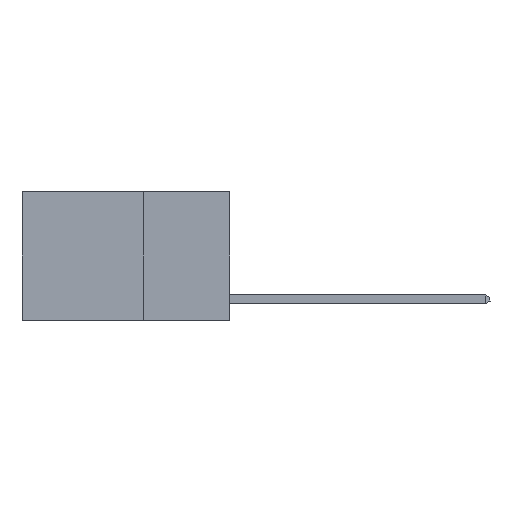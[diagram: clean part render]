
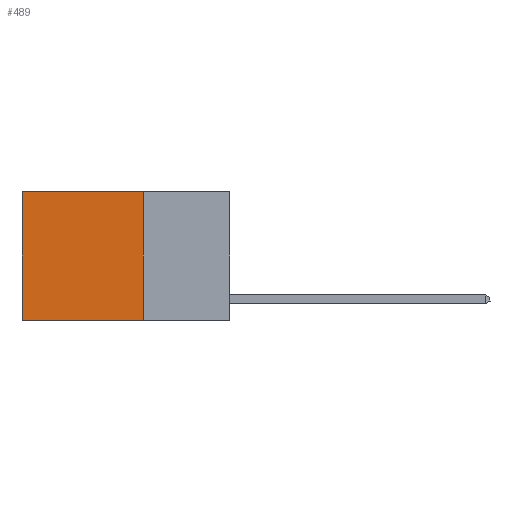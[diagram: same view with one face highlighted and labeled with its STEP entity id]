
A CAD part, left-side view. The second image highlights one B-rep face of the part: STEP entity #489.
In plain terms, the highlighted planar face has unit normal (-1, 0, 0).
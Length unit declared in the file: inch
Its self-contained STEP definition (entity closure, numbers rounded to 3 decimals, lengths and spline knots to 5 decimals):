
#436 = VERTEX_POINT ( 'NONE', #2517 ) ;
#489 = ADVANCED_FACE ( 'NONE', ( #11583 ), #10728, .F. ) ;
#549 = CARTESIAN_POINT ( 'NONE',  ( 0.2625, 0.6, -0.37 ) ) ;
#618 = LINE ( 'NONE', #835, #11950 ) ;
#835 = CARTESIAN_POINT ( 'NONE',  ( 0.2625, 0.25, 0. ) ) ;
#881 = ORIENTED_EDGE ( 'NONE', *, *, #7626, .F. ) ;
#1402 = VERTEX_POINT ( 'NONE', #4180 ) ;
#1501 = VERTEX_POINT ( 'NONE', #3489 ) ;
#1705 = DIRECTION ( 'NONE',  ( 0., 1., 0. ) ) ;
#2517 = CARTESIAN_POINT ( 'NONE',  ( 0.2625, 0.25, -0.37 ) ) ;
#2692 = EDGE_LOOP ( 'NONE', ( #9148, #11129, #881, #11772 ) ) ;
#2849 = CARTESIAN_POINT ( 'NONE',  ( 0.2625, 0.25, -0.37 ) ) ;
#3011 = LINE ( 'NONE', #2849, #7816 ) ;
#3489 = CARTESIAN_POINT ( 'NONE',  ( 0.2625, 0.6, 0. ) ) ;
#3868 = VECTOR ( 'NONE', #11813, 39.37008 ) ;
#3961 = AXIS2_PLACEMENT_3D ( 'NONE', #8598, #9638, #7769 ) ;
#4180 = CARTESIAN_POINT ( 'NONE',  ( 0.2625, 0.25, 0. ) ) ;
#4656 = EDGE_CURVE ( 'NONE', #1501, #6402, #9987, .T. ) ;
#6402 = VERTEX_POINT ( 'NONE', #549 ) ;
#6573 = CARTESIAN_POINT ( 'NONE',  ( 0.2625, 0.25, 0. ) ) ;
#6662 = DIRECTION ( 'NONE',  ( 0., 0., -1. ) ) ;
#7156 = EDGE_CURVE ( 'NONE', #1402, #1501, #618, .T. ) ;
#7626 = EDGE_CURVE ( 'NONE', #1402, #436, #8862, .T. ) ;
#7723 = CARTESIAN_POINT ( 'NONE',  ( 0.2625, 0.6, 0. ) ) ;
#7769 = DIRECTION ( 'NONE',  ( 0., 0., -1. ) ) ;
#7816 = VECTOR ( 'NONE', #11140, 39.37008 ) ;
#8455 = EDGE_CURVE ( 'NONE', #436, #6402, #3011, .T. ) ;
#8598 = CARTESIAN_POINT ( 'NONE',  ( 0.2625, 0.25, 0. ) ) ;
#8862 = LINE ( 'NONE', #6573, #9498 ) ;
#9148 = ORIENTED_EDGE ( 'NONE', *, *, #4656, .T. ) ;
#9498 = VECTOR ( 'NONE', #6662, 39.37008 ) ;
#9638 = DIRECTION ( 'NONE',  ( 1., 0., 0. ) ) ;
#9987 = LINE ( 'NONE', #7723, #3868 ) ;
#10728 = PLANE ( 'NONE',  #3961 ) ;
#11129 = ORIENTED_EDGE ( 'NONE', *, *, #8455, .F. ) ;
#11140 = DIRECTION ( 'NONE',  ( 0., 1., 0. ) ) ;
#11583 = FACE_OUTER_BOUND ( 'NONE', #2692, .T. ) ;
#11772 = ORIENTED_EDGE ( 'NONE', *, *, #7156, .T. ) ;
#11813 = DIRECTION ( 'NONE',  ( 0., 0., -1. ) ) ;
#11950 = VECTOR ( 'NONE', #1705, 39.37008 ) ;
